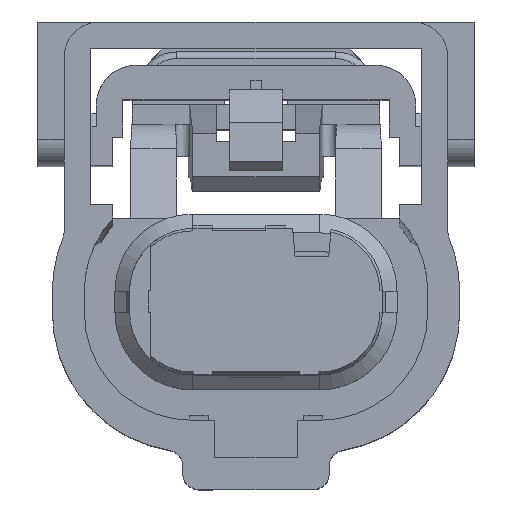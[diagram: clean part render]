
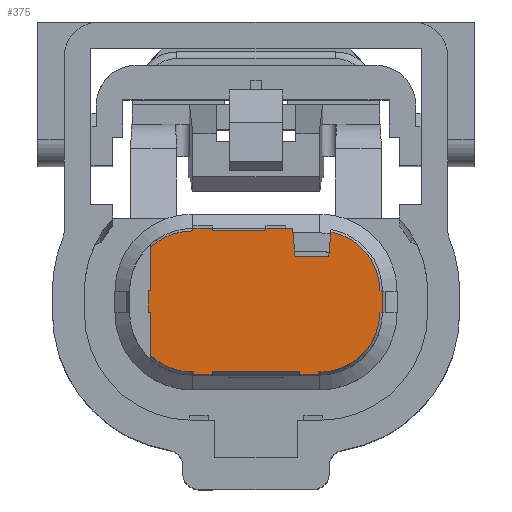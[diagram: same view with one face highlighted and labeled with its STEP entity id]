
A CAD part, top view. The second image highlights one B-rep face of the part: STEP entity #375.
In plain terms, the highlighted planar face has unit normal (0, 0, 1).
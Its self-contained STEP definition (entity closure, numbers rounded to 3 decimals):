
#375=ADVANCED_FACE('',(#961),#668,.F.);
#668=PLANE('',#6933);
#961=FACE_OUTER_BOUND('',#1299,.T.);
#1299=EDGE_LOOP('',(#2787,#2788,#2789,#2790,#2791,#2792,#2793,#2794,#2795,
#2796,#2797,#2798,#2799,#2800,#2801,#2802,#2803,#2804,#2805,#2806,#2807,
#2808,#2809,#2810,#2811,#2812,#2813,#2814,#2815,#2816));
#1525=CIRCLE('',#6879,2.25);
#1527=CIRCLE('',#6884,2.25);
#1530=CIRCLE('',#6889,2.25);
#1533=CIRCLE('',#6896,2.25);
#2787=ORIENTED_EDGE('',*,*,#4697,.T.);
#2788=ORIENTED_EDGE('',*,*,#4700,.F.);
#2789=ORIENTED_EDGE('',*,*,#4802,.T.);
#2790=ORIENTED_EDGE('',*,*,#4803,.T.);
#2791=ORIENTED_EDGE('',*,*,#4804,.T.);
#2792=ORIENTED_EDGE('',*,*,#4805,.T.);
#2793=ORIENTED_EDGE('',*,*,#4757,.T.);
#2794=ORIENTED_EDGE('',*,*,#4705,.T.);
#2795=ORIENTED_EDGE('',*,*,#4763,.T.);
#2796=ORIENTED_EDGE('',*,*,#4806,.T.);
#2797=ORIENTED_EDGE('',*,*,#4764,.T.);
#2798=ORIENTED_EDGE('',*,*,#4710,.F.);
#2799=ORIENTED_EDGE('',*,*,#4711,.T.);
#2800=ORIENTED_EDGE('',*,*,#4685,.T.);
#2801=ORIENTED_EDGE('',*,*,#4680,.F.);
#2802=ORIENTED_EDGE('',*,*,#4686,.T.);
#2803=ORIENTED_EDGE('',*,*,#4721,.T.);
#2804=ORIENTED_EDGE('',*,*,#4723,.T.);
#2805=ORIENTED_EDGE('',*,*,#4732,.F.);
#2806=ORIENTED_EDGE('',*,*,#4797,.T.);
#2807=ORIENTED_EDGE('',*,*,#4807,.F.);
#2808=ORIENTED_EDGE('',*,*,#4798,.T.);
#2809=ORIENTED_EDGE('',*,*,#4808,.F.);
#2810=ORIENTED_EDGE('',*,*,#4783,.T.);
#2811=ORIENTED_EDGE('',*,*,#4809,.F.);
#2812=ORIENTED_EDGE('',*,*,#4785,.T.);
#2813=ORIENTED_EDGE('',*,*,#4727,.T.);
#2814=ORIENTED_EDGE('',*,*,#4689,.F.);
#2815=ORIENTED_EDGE('',*,*,#4695,.T.);
#2816=ORIENTED_EDGE('',*,*,#4745,.T.);
#3896=VERTEX_POINT('',#10033);
#3897=VERTEX_POINT('',#10035);
#3899=VERTEX_POINT('',#10041);
#3901=VERTEX_POINT('',#10047);
#3903=VERTEX_POINT('',#10053);
#3904=VERTEX_POINT('',#10054);
#3908=VERTEX_POINT('',#10064);
#3910=VERTEX_POINT('',#10069);
#3911=VERTEX_POINT('',#10071);
#3913=VERTEX_POINT('',#10077);
#3917=VERTEX_POINT('',#10086);
#3918=VERTEX_POINT('',#10088);
#3920=VERTEX_POINT('',#10096);
#3922=VERTEX_POINT('',#10100);
#3930=VERTEX_POINT('',#10128);
#3931=VERTEX_POINT('',#10133);
#3934=VERTEX_POINT('',#10141);
#3937=VERTEX_POINT('',#10151);
#3951=VERTEX_POINT('',#10202);
#3954=VERTEX_POINT('',#10212);
#3955=VERTEX_POINT('',#10216);
#3966=VERTEX_POINT('',#10255);
#3967=VERTEX_POINT('',#10257);
#3968=VERTEX_POINT('',#10261);
#3973=VERTEX_POINT('',#10283);
#3974=VERTEX_POINT('',#10287);
#3975=VERTEX_POINT('',#10288);
#3978=VERTEX_POINT('',#10296);
#3979=VERTEX_POINT('',#10298);
#3980=VERTEX_POINT('',#10300);
#4680=EDGE_CURVE('',#3896,#3897,#5542,.T.);
#4685=EDGE_CURVE('',#3899,#3897,#5547,.T.);
#4686=EDGE_CURVE('',#3896,#3901,#5548,.T.);
#4689=EDGE_CURVE('',#3903,#3904,#1525,.T.);
#4695=EDGE_CURVE('',#3903,#3908,#5555,.T.);
#4697=EDGE_CURVE('',#3911,#3910,#5557,.T.);
#4700=EDGE_CURVE('',#3913,#3910,#1527,.T.);
#4705=EDGE_CURVE('',#3918,#3917,#5563,.T.);
#4710=EDGE_CURVE('',#3922,#3920,#1530,.T.);
#4711=EDGE_CURVE('',#3922,#3899,#5566,.T.);
#4721=EDGE_CURVE('',#3901,#3930,#5572,.T.);
#4723=EDGE_CURVE('',#3930,#3931,#1533,.T.);
#4727=EDGE_CURVE('',#3934,#3904,#5576,.T.);
#4732=EDGE_CURVE('',#3937,#3931,#5581,.T.);
#4745=EDGE_CURVE('',#3908,#3911,#5593,.T.);
#4757=EDGE_CURVE('',#3951,#3918,#5603,.T.);
#4763=EDGE_CURVE('',#3917,#3954,#5609,.T.);
#4764=EDGE_CURVE('',#3955,#3920,#5610,.T.);
#4783=EDGE_CURVE('',#3967,#3966,#5626,.T.);
#4785=EDGE_CURVE('',#3968,#3934,#5628,.T.);
#4797=EDGE_CURVE('',#3937,#3973,#5640,.T.);
#4798=EDGE_CURVE('',#3974,#3975,#5641,.T.);
#4802=EDGE_CURVE('',#3913,#3978,#5645,.T.);
#4803=EDGE_CURVE('',#3978,#3979,#5646,.T.);
#4804=EDGE_CURVE('',#3979,#3980,#5647,.T.);
#4805=EDGE_CURVE('',#3980,#3951,#5648,.T.);
#4806=EDGE_CURVE('',#3954,#3955,#5649,.T.);
#4807=EDGE_CURVE('',#3974,#3973,#5650,.T.);
#4808=EDGE_CURVE('',#3967,#3975,#5651,.T.);
#4809=EDGE_CURVE('',#3968,#3966,#5652,.T.);
#5542=LINE('',#10034,#6308);
#5547=LINE('',#10044,#6313);
#5548=LINE('',#10046,#6314);
#5555=LINE('',#10065,#6321);
#5557=LINE('',#10070,#6323);
#5563=LINE('',#10087,#6329);
#5566=LINE('',#10103,#6332);
#5572=LINE('',#10129,#6338);
#5576=LINE('',#10140,#6342);
#5581=LINE('',#10150,#6347);
#5593=LINE('',#10174,#6359);
#5603=LINE('',#10201,#6369);
#5609=LINE('',#10213,#6375);
#5610=LINE('',#10215,#6376);
#5626=LINE('',#10256,#6392);
#5628=LINE('',#10260,#6394);
#5640=LINE('',#10284,#6406);
#5641=LINE('',#10286,#6407);
#5645=LINE('',#10295,#6411);
#5646=LINE('',#10297,#6412);
#5647=LINE('',#10299,#6413);
#5648=LINE('',#10301,#6414);
#5649=LINE('',#10302,#6415);
#5650=LINE('',#10303,#6416);
#5651=LINE('',#10304,#6417);
#5652=LINE('',#10305,#6418);
#6308=VECTOR('',#8063,1.);
#6313=VECTOR('',#8070,1.);
#6314=VECTOR('',#8073,1.);
#6321=VECTOR('',#8088,1.);
#6323=VECTOR('',#8092,1.);
#6329=VECTOR('',#8106,1.);
#6332=VECTOR('',#8117,1.);
#6338=VECTOR('',#8131,1.);
#6342=VECTOR('',#8143,1.);
#6347=VECTOR('',#8152,1.);
#6359=VECTOR('',#8174,1.);
#6369=VECTOR('',#8196,1.);
#6375=VECTOR('',#8206,1.);
#6376=VECTOR('',#8209,1.);
#6392=VECTOR('',#8243,1.);
#6394=VECTOR('',#8247,1.);
#6406=VECTOR('',#8271,1.);
#6407=VECTOR('',#8274,1.);
#6411=VECTOR('',#8280,1.);
#6412=VECTOR('',#8281,1.);
#6413=VECTOR('',#8282,1.);
#6414=VECTOR('',#8283,1.);
#6415=VECTOR('',#8284,1.);
#6416=VECTOR('',#8285,1.);
#6417=VECTOR('',#8286,1.);
#6418=VECTOR('',#8287,1.);
#6879=AXIS2_PLACEMENT_3D('',#10052,#8078,#8079);
#6884=AXIS2_PLACEMENT_3D('',#10076,#8097,#8098);
#6889=AXIS2_PLACEMENT_3D('',#10101,#8113,#8114);
#6896=AXIS2_PLACEMENT_3D('',#10132,#8135,#8136);
#6933=AXIS2_PLACEMENT_3D('',#10306,#8288,#8289);
#8063=DIRECTION('',(0.,1.,0.));
#8070=DIRECTION('',(-1.,0.,0.));
#8073=DIRECTION('',(1.,0.,0.));
#8078=DIRECTION('',(0.,0.,-1.));
#8079=DIRECTION('',(-1.,0.,0.));
#8088=DIRECTION('',(1.,0.,0.));
#8092=DIRECTION('',(-1.,0.,0.));
#8097=DIRECTION('',(0.,0.,-1.));
#8098=DIRECTION('',(-1.,0.,0.));
#8106=DIRECTION('',(-1.,0.,0.));
#8113=DIRECTION('',(0.,0.,-1.));
#8114=DIRECTION('',(-1.,0.,0.));
#8117=DIRECTION('',(0.,-1.,0.));
#8131=DIRECTION('',(0.,-1.,0.));
#8135=DIRECTION('',(0.,0.,1.));
#8136=DIRECTION('',(-1.,0.,0.));
#8143=DIRECTION('',(1.,0.,0.));
#8152=DIRECTION('',(-1.,0.,0.));
#8174=DIRECTION('',(0.,1.,0.));
#8196=DIRECTION('',(0.,-1.,0.));
#8206=DIRECTION('',(0.,1.,0.));
#8209=DIRECTION('',(0.,-1.,0.));
#8243=DIRECTION('',(0.,-1.,0.));
#8247=DIRECTION('',(0.,1.,0.));
#8271=DIRECTION('',(0.,-1.,0.));
#8274=DIRECTION('',(0.,1.,0.));
#8280=DIRECTION('',(-0.087,-0.996,0.));
#8281=DIRECTION('',(-1.,0.,0.));
#8282=DIRECTION('',(-0.087,0.996,0.));
#8283=DIRECTION('',(-1.,0.,0.));
#8284=DIRECTION('',(-1.,0.,0.));
#8285=DIRECTION('',(-1.,0.,0.));
#8286=DIRECTION('',(-1.,0.,0.));
#8287=DIRECTION('',(-1.,0.,0.));
#8288=DIRECTION('',(0.,0.,-1.));
#8289=DIRECTION('',(-1.,0.,0.));
#10033=CARTESIAN_POINT('',(-4.05,-0.4,11.45));
#10034=CARTESIAN_POINT('',(-4.05,0.,11.45));
#10035=CARTESIAN_POINT('',(-4.05,0.4,11.45));
#10041=CARTESIAN_POINT('',(-3.95,0.4,11.45));
#10044=CARTESIAN_POINT('',(-3.991,0.4,11.45));
#10046=CARTESIAN_POINT('',(0.35,-0.4,11.45));
#10047=CARTESIAN_POINT('',(-3.95,-0.4,11.45));
#10052=CARTESIAN_POINT('',(2.4,-0.4,11.45));
#10053=CARTESIAN_POINT('',(4.65,-0.4,11.45));
#10054=CARTESIAN_POINT('',(2.4,-2.65,11.45));
#10064=CARTESIAN_POINT('',(4.75,-0.4,11.45));
#10065=CARTESIAN_POINT('',(0.35,-0.4,11.45));
#10069=CARTESIAN_POINT('',(4.65,0.4,11.45));
#10070=CARTESIAN_POINT('',(0.35,0.4,11.45));
#10071=CARTESIAN_POINT('',(4.75,0.4,11.45));
#10076=CARTESIAN_POINT('',(2.4,0.4,11.45));
#10077=CARTESIAN_POINT('',(2.813,2.612,11.45));
#10086=CARTESIAN_POINT('',(-1.625,2.65,11.45));
#10087=CARTESIAN_POINT('',(0.35,2.65,11.45));
#10088=CARTESIAN_POINT('',(0.375,2.65,11.45));
#10096=CARTESIAN_POINT('',(-2.381,2.65,11.45));
#10100=CARTESIAN_POINT('',(-3.95,2.031,11.45));
#10101=CARTESIAN_POINT('',(-2.4,0.4,11.45));
#10103=CARTESIAN_POINT('',(-3.95,0.,11.45));
#10128=CARTESIAN_POINT('',(-3.95,-2.031,11.45));
#10129=CARTESIAN_POINT('',(-3.95,0.,11.45));
#10132=CARTESIAN_POINT('',(-2.4,-0.4,11.45));
#10133=CARTESIAN_POINT('',(-2.4,-2.65,11.45));
#10140=CARTESIAN_POINT('',(2.375,-2.65,11.45));
#10141=CARTESIAN_POINT('',(2.35,-2.65,11.45));
#10150=CARTESIAN_POINT('',(0.35,-2.65,11.45));
#10151=CARTESIAN_POINT('',(-2.35,-2.65,11.45));
#10174=CARTESIAN_POINT('',(4.75,0.,11.45));
#10201=CARTESIAN_POINT('',(0.375,0.,11.45));
#10202=CARTESIAN_POINT('',(0.375,2.75,11.45));
#10212=CARTESIAN_POINT('',(-1.625,2.75,11.45));
#10213=CARTESIAN_POINT('',(-1.625,0.,11.45));
#10215=CARTESIAN_POINT('',(-2.375,2.691,11.45));
#10216=CARTESIAN_POINT('',(-2.375,2.75,11.45));
#10255=CARTESIAN_POINT('',(1.65,-2.75,11.45));
#10256=CARTESIAN_POINT('',(1.65,-2.691,11.45));
#10257=CARTESIAN_POINT('',(1.65,-2.65,11.45));
#10260=CARTESIAN_POINT('',(2.35,0.,11.45));
#10261=CARTESIAN_POINT('',(2.35,-2.75,11.45));
#10283=CARTESIAN_POINT('',(-2.35,-2.75,11.45));
#10284=CARTESIAN_POINT('',(-2.35,-2.691,11.45));
#10286=CARTESIAN_POINT('',(-1.65,0.,11.45));
#10287=CARTESIAN_POINT('',(-1.65,-2.75,11.45));
#10288=CARTESIAN_POINT('',(-1.65,-2.65,11.45));
#10295=CARTESIAN_POINT('',(2.567,-0.194,11.45));
#10296=CARTESIAN_POINT('',(2.733,1.7,11.45));
#10297=CARTESIAN_POINT('',(0.35,1.7,11.45));
#10298=CARTESIAN_POINT('',(1.467,1.7,11.45));
#10299=CARTESIAN_POINT('',(1.421,2.225,11.45));
#10300=CARTESIAN_POINT('',(1.375,2.75,11.45));
#10301=CARTESIAN_POINT('',(0.35,2.75,11.45));
#10302=CARTESIAN_POINT('',(0.35,2.75,11.45));
#10303=CARTESIAN_POINT('',(0.35,-2.75,11.45));
#10304=CARTESIAN_POINT('',(0.35,-2.65,11.45));
#10305=CARTESIAN_POINT('',(0.35,-2.75,11.45));
#10306=CARTESIAN_POINT('',(0.35,0.,11.45));
